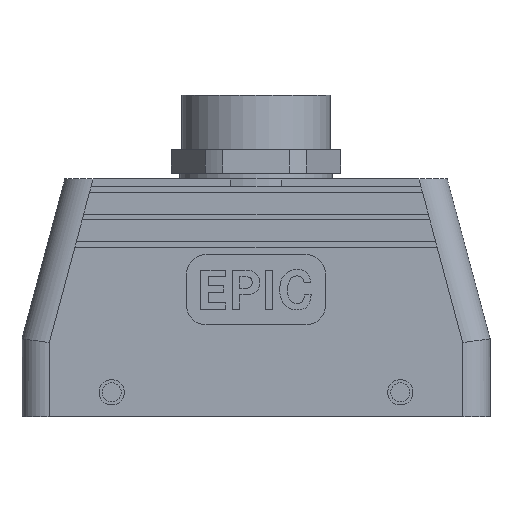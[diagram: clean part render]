
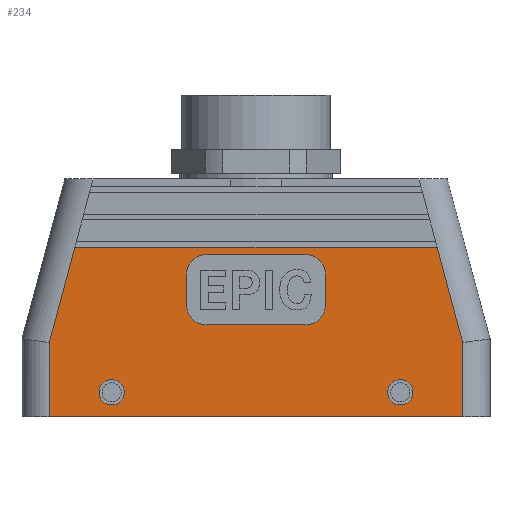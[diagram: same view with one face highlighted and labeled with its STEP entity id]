
A CAD part, front view. The second image highlights one B-rep face of the part: STEP entity #234.
In plain terms, the highlighted planar face has unit normal (0, -1, 0).
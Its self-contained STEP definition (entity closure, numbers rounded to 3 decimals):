
#234 = ADVANCED_FACE( '', ( #622, #623, #624, #625 ), #626, .F. );
#622 = FACE_BOUND( '', #1200, .T. );
#623 = FACE_BOUND( '', #1201, .T. );
#624 = FACE_OUTER_BOUND( '', #1202, .T. );
#625 = FACE_BOUND( '', #1203, .T. );
#626 = PLANE( '', #1204 );
#1200 = EDGE_LOOP( '', ( #1912 ) );
#1201 = EDGE_LOOP( '', ( #1913 ) );
#1202 = EDGE_LOOP( '', ( #1914, #1915, #1916, #1917, #1918, #1919 ) );
#1203 = EDGE_LOOP( '', ( #1920, #1921, #1922, #1923, #1924, #1925, #1926, #1927 ) );
#1204 = AXIS2_PLACEMENT_3D( '', #1928, #1929, #1930 );
#1912 = ORIENTED_EDGE( '', *, *, #3433, .T. );
#1913 = ORIENTED_EDGE( '', *, *, #3434, .F. );
#1914 = ORIENTED_EDGE( '', *, *, #3435, .F. );
#1915 = ORIENTED_EDGE( '', *, *, #3436, .F. );
#1916 = ORIENTED_EDGE( '', *, *, #3437, .T. );
#1917 = ORIENTED_EDGE( '', *, *, #3438, .T. );
#1918 = ORIENTED_EDGE( '', *, *, #3344, .T. );
#1919 = ORIENTED_EDGE( '', *, *, #3439, .F. );
#1920 = ORIENTED_EDGE( '', *, *, #3440, .T. );
#1921 = ORIENTED_EDGE( '', *, *, #3327, .T. );
#1922 = ORIENTED_EDGE( '', *, *, #3441, .T. );
#1923 = ORIENTED_EDGE( '', *, *, #3442, .T. );
#1924 = ORIENTED_EDGE( '', *, *, #3443, .T. );
#1925 = ORIENTED_EDGE( '', *, *, #3444, .T. );
#1926 = ORIENTED_EDGE( '', *, *, #3445, .T. );
#1927 = ORIENTED_EDGE( '', *, *, #3446, .T. );
#1928 = CARTESIAN_POINT( '', ( -60., -21.5, 20. ) );
#1929 = DIRECTION( '', ( 0., 1., 0. ) );
#1930 = DIRECTION( '', ( -1., 0., 0. ) );
#3327 = EDGE_CURVE( '', #3918, #3919, #3920, .T. );
#3344 = EDGE_CURVE( '', #3952, #3950, #3953, .T. );
#3433 = EDGE_CURVE( '', #4109, #4109, #4110, .T. );
#3434 = EDGE_CURVE( '', #4111, #4111, #4112, .T. );
#3435 = EDGE_CURVE( '', #4113, #4114, #4115, .F. );
#3436 = EDGE_CURVE( '', #3910, #4113, #4116, .T. );
#3437 = EDGE_CURVE( '', #3910, #4117, #4118, .F. );
#3438 = EDGE_CURVE( '', #4117, #3952, #4119, .T. );
#3439 = EDGE_CURVE( '', #4114, #3950, #4120, .T. );
#3440 = EDGE_CURVE( '', #4121, #3918, #4122, .T. );
#3441 = EDGE_CURVE( '', #3919, #4123, #4124, .T. );
#3442 = EDGE_CURVE( '', #4123, #4125, #4126, .T. );
#3443 = EDGE_CURVE( '', #4125, #4127, #4128, .T. );
#3444 = EDGE_CURVE( '', #4127, #4129, #4130, .T. );
#3445 = EDGE_CURVE( '', #4129, #4131, #4132, .T. );
#3446 = EDGE_CURVE( '', #4131, #4121, #4133, .T. );
#3910 = VERTEX_POINT( '', #4810 );
#3918 = VERTEX_POINT( '', #4822 );
#3919 = VERTEX_POINT( '', #4823 );
#3920 = CIRCLE( '', #4824, 5. );
#3950 = VERTEX_POINT( '', #4862 );
#3952 = VERTEX_POINT( '', #4864 );
#3953 = LINE( '', #4865, #4866 );
#4109 = VERTEX_POINT( '', #5089 );
#4110 = CIRCLE( '', #5090, 3.25 );
#4111 = VERTEX_POINT( '', #5091 );
#4112 = CIRCLE( '', #5092, 3.25 );
#4113 = VERTEX_POINT( '', #5093 );
#4114 = VERTEX_POINT( '', #5094 );
#4115 = LINE( '', #5095, #5096 );
#4116 = LINE( '', #5097, #5098 );
#4117 = VERTEX_POINT( '', #5099 );
#4118 = LINE( '', #5100, #5101 );
#4119 = LINE( '', #5102, #5103 );
#4120 = LINE( '', #5104, #5105 );
#4121 = VERTEX_POINT( '', #5106 );
#4122 = LINE( '', #5107, #5108 );
#4123 = VERTEX_POINT( '', #5109 );
#4124 = LINE( '', #5110, #5111 );
#4125 = VERTEX_POINT( '', #5112 );
#4126 = CIRCLE( '', #5113, 5. );
#4127 = VERTEX_POINT( '', #5114 );
#4128 = LINE( '', #5115, #5116 );
#4129 = VERTEX_POINT( '', #5117 );
#4130 = CIRCLE( '', #5118, 5. );
#4131 = VERTEX_POINT( '', #5119 );
#4132 = LINE( '', #5120, #5121 );
#4133 = CIRCLE( '', #5122, 5. );
#4810 = CARTESIAN_POINT( '', ( -46.456, -21.5, 43.5 ) );
#4822 = CARTESIAN_POINT( '', ( -12.801, -21.5, 23.6 ) );
#4823 = CARTESIAN_POINT( '', ( -17.801, -21.5, 28.6 ) );
#4824 = AXIS2_PLACEMENT_3D( '', #6119, #6120, #6121 );
#4862 = CARTESIAN_POINT( '', ( 53., -21.5, 0. ) );
#4864 = CARTESIAN_POINT( '', ( -53., -21.5, 0. ) );
#4865 = CARTESIAN_POINT( '', ( -60., -21.5, 0. ) );
#4866 = VECTOR( '', #6151, 1000. );
#5089 = CARTESIAN_POINT( '', ( 33.75, -21.5, 6.3 ) );
#5090 = AXIS2_PLACEMENT_3D( '', #6227, #6228, #6229 );
#5091 = CARTESIAN_POINT( '', ( -33.75, -21.5, 6.3 ) );
#5092 = AXIS2_PLACEMENT_3D( '', #6230, #6231, #6232 );
#5093 = CARTESIAN_POINT( '', ( 46.456, -21.5, 43.5 ) );
#5094 = CARTESIAN_POINT( '', ( 53., -21.5, 19.078 ) );
#5095 = CARTESIAN_POINT( '', ( 53.239, -21.5, 18.188 ) );
#5096 = VECTOR( '', #6233, 1000. );
#5097 = CARTESIAN_POINT( '', ( -46.456, -21.5, 43.5 ) );
#5098 = VECTOR( '', #6234, 1000. );
#5099 = CARTESIAN_POINT( '', ( -53., -21.5, 19.078 ) );
#5100 = CARTESIAN_POINT( '', ( -53.239, -21.5, 18.188 ) );
#5101 = VECTOR( '', #6235, 1000. );
#5102 = CARTESIAN_POINT( '', ( -53., -21.5, 20. ) );
#5103 = VECTOR( '', #6236, 1000. );
#5104 = CARTESIAN_POINT( '', ( 53., -21.5, 20. ) );
#5105 = VECTOR( '', #6237, 1000. );
#5106 = CARTESIAN_POINT( '', ( 12.801, -21.5, 23.6 ) );
#5107 = CARTESIAN_POINT( '', ( -12.801, -21.5, 23.6 ) );
#5108 = VECTOR( '', #6238, 1000. );
#5109 = CARTESIAN_POINT( '', ( -17.801, -21.5, 36.6 ) );
#5110 = CARTESIAN_POINT( '', ( -17.801, -21.5, 28.6 ) );
#5111 = VECTOR( '', #6239, 1000. );
#5112 = CARTESIAN_POINT( '', ( -12.801, -21.5, 41.6 ) );
#5113 = AXIS2_PLACEMENT_3D( '', #6240, #6241, #6242 );
#5114 = CARTESIAN_POINT( '', ( 12.801, -21.5, 41.6 ) );
#5115 = CARTESIAN_POINT( '', ( -12.801, -21.5, 41.6 ) );
#5116 = VECTOR( '', #6243, 1000. );
#5117 = CARTESIAN_POINT( '', ( 17.801, -21.5, 36.6 ) );
#5118 = AXIS2_PLACEMENT_3D( '', #6244, #6245, #6246 );
#5119 = CARTESIAN_POINT( '', ( 17.801, -21.5, 28.6 ) );
#5120 = CARTESIAN_POINT( '', ( 17.801, -21.5, 36.6 ) );
#5121 = VECTOR( '', #6247, 1000. );
#5122 = AXIS2_PLACEMENT_3D( '', #6248, #6249, #6250 );
#6119 = CARTESIAN_POINT( '', ( -12.801, -21.5, 28.6 ) );
#6120 = DIRECTION( '', ( 0., 1., 0. ) );
#6121 = DIRECTION( '', ( 1., 0., 0. ) );
#6151 = DIRECTION( '', ( 1., 0., 0. ) );
#6227 = CARTESIAN_POINT( '', ( 37., -21.5, 6.3 ) );
#6228 = DIRECTION( '', ( 0., 1., 0. ) );
#6229 = DIRECTION( '', ( -1., 0., 0. ) );
#6230 = CARTESIAN_POINT( '', ( -37., -21.5, 6.3 ) );
#6231 = DIRECTION( '', ( 0., -1., 0. ) );
#6232 = DIRECTION( '', ( 1., 0., 0. ) );
#6233 = DIRECTION( '', ( -0.259, 0., 0.966 ) );
#6234 = DIRECTION( '', ( 1., 0., 0. ) );
#6235 = DIRECTION( '', ( 0.259, 0., 0.966 ) );
#6236 = DIRECTION( '', ( 0., 0., -1. ) );
#6237 = DIRECTION( '', ( 0., 0., -1. ) );
#6238 = DIRECTION( '', ( -1., 0., 0. ) );
#6239 = DIRECTION( '', ( 0., 0., 1. ) );
#6240 = CARTESIAN_POINT( '', ( -12.801, -21.5, 36.6 ) );
#6241 = DIRECTION( '', ( 0., 1., 0. ) );
#6242 = DIRECTION( '', ( 1., 0., 0. ) );
#6243 = DIRECTION( '', ( 1., 0., 0. ) );
#6244 = CARTESIAN_POINT( '', ( 12.801, -21.5, 36.6 ) );
#6245 = DIRECTION( '', ( 0., 1., 0. ) );
#6246 = DIRECTION( '', ( -1., 0., 0. ) );
#6247 = DIRECTION( '', ( 0., 0., -1. ) );
#6248 = CARTESIAN_POINT( '', ( 12.801, -21.5, 28.6 ) );
#6249 = DIRECTION( '', ( 0., 1., 0. ) );
#6250 = DIRECTION( '', ( 1., 0., 0. ) );
